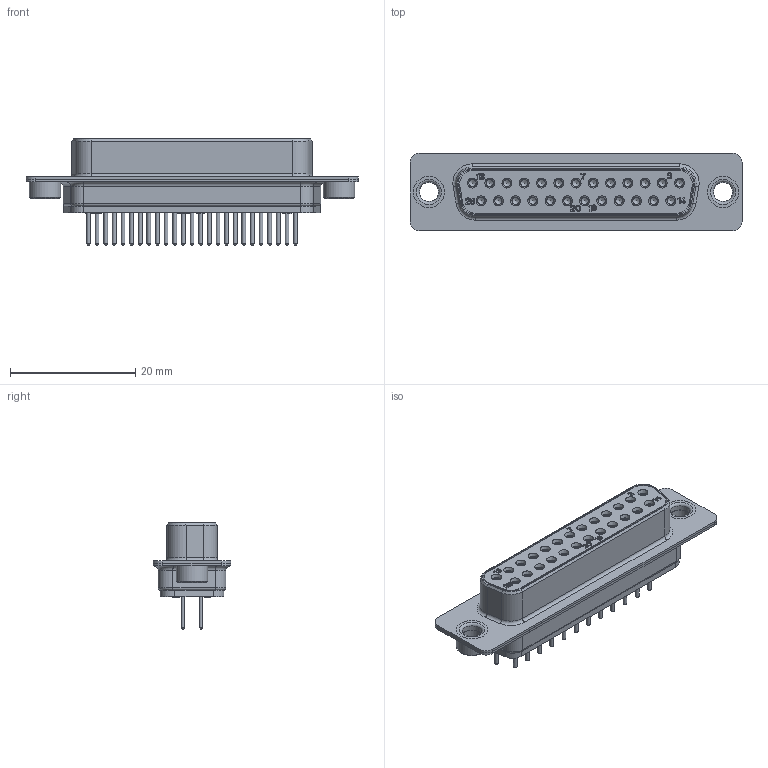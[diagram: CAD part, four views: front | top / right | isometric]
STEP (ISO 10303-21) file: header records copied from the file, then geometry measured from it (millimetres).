
FILE_DESCRIPTION(/* description */ ('Unknown'),/* implementation_level */ '2;1');
FILE_NAME(/* name */ '214611023',/* time_stamp */ '2019-03-27T11:44:32+08:00',/* author */ ('Unknown'),/* organization */ ('Unknown'),/* preprocessor_version */ 'ST-DEVELOPER v16.7',/* originating_system */ 'DEX',/* authorisation */ $);
FILE_SCHEMA (('AUTOMOTIVE_DESIGN {1 0 10303 214 3 1 1}'));
Length unit declared in the file: millimetre
Products named in the file (7): 214611023; N00637_BG; R+B00105_BG; R+B00129_BG; R+B00122_BG; R+B00108_female_BG; N00750_BG
Assembly tree (31 placements, depth 2):
  214611023
    N00637_BG
    R+B00105_BG  x25
    R+B00129_BG
    R+B00122_BG
    R+B00108_female_BG  x2
    N00750_BG
Bounding box: 53.1 x 12.4 x 17 mm (x, y, z)
Volume: 3141.3 mm3; surface area: 9518.4 mm2
Topology: 31 solids, 31 shells, 4670 faces, 11625 edges, 7150 vertices
Faces by surface type: plane 3922, cylinder 362, cone 208, bspline 106, torus 72
Full cylindrical faces by diameter (mm): 0.6 x25, 0.7 x25, 1.15 x25, 1.28 x25, 1.3 x25, 1.7 x25, 2 x50, 2.18 x25, 2.22 x50, 3 x2, 3.2 x2, 4 x2, 4.06 x4, 5 x6
Entity records: 31839 total; most frequent: CARTESIAN_POINT 10062, ORIENTED_EDGE 4102, DIRECTION 3999, EDGE_CURVE 2051, AXIS2_PLACEMENT_3D 1431, VERTEX_POINT 1416, FACE_BOUND 1245, EDGE_LOOP 1244
